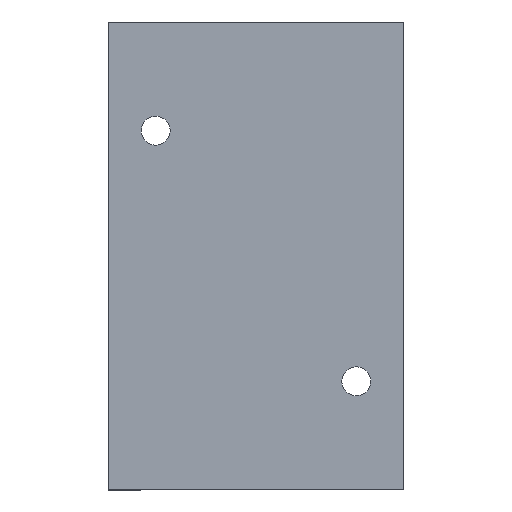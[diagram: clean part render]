
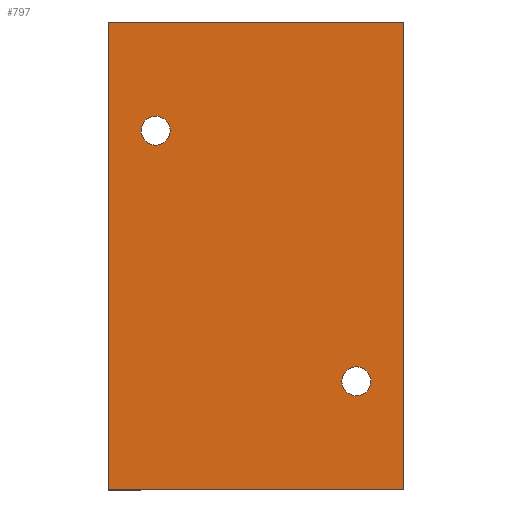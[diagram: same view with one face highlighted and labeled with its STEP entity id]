
A CAD part, front view. The second image highlights one B-rep face of the part: STEP entity #797.
In plain terms, the highlighted planar face has unit normal (0, -1, 0).
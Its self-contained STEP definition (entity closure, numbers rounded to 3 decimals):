
#4 = DIRECTION ( 'NONE',  ( 0., -1., 0. ) ) ;
#25 = ORIENTED_EDGE ( 'NONE', *, *, #287, .T. ) ;
#56 = CARTESIAN_POINT ( 'NONE',  ( 18., -17.5, -19.9 ) ) ;
#120 = CIRCLE ( 'NONE', #718, 2.6 ) ;
#173 = CARTESIAN_POINT ( 'NONE',  ( -26.5, -17.5, 42. ) ) ;
#182 = AXIS2_PLACEMENT_3D ( 'NONE', #1017, #897, #187 ) ;
#187 = DIRECTION ( 'NONE',  ( 0., 0., -1. ) ) ;
#213 = CIRCLE ( 'NONE', #182, 2.6 ) ;
#214 = EDGE_CURVE ( 'NONE', #1583, #1241, #1496, .T. ) ;
#218 = DIRECTION ( 'NONE',  ( 0., 0., 1. ) ) ;
#226 = PLANE ( 'NONE',  #1191 ) ;
#227 = AXIS2_PLACEMENT_3D ( 'NONE', #971, #1771, #1493 ) ;
#287 = EDGE_CURVE ( 'NONE', #1337, #1318, #1139, .T. ) ;
#290 = DIRECTION ( 'NONE',  ( 0., 0., -1. ) ) ;
#295 = CARTESIAN_POINT ( 'NONE',  ( -26.5, -17.5, -42. ) ) ;
#324 = ORIENTED_EDGE ( 'NONE', *, *, #921, .F. ) ;
#330 = LINE ( 'NONE', #173, #1160 ) ;
#369 = VECTOR ( 'NONE', #1798, 1000. ) ;
#422 = CARTESIAN_POINT ( 'NONE',  ( 18., -17.5, -22.5 ) ) ;
#426 = VERTEX_POINT ( 'NONE', #902 ) ;
#430 = CARTESIAN_POINT ( 'NONE',  ( 18., -17.5, -22.5 ) ) ;
#440 = CIRCLE ( 'NONE', #227, 2.6 ) ;
#504 = ORIENTED_EDGE ( 'NONE', *, *, #980, .F. ) ;
#510 = FACE_BOUND ( 'NONE', #1156, .T. ) ;
#524 = VECTOR ( 'NONE', #1372, 1000. ) ;
#548 = EDGE_CURVE ( 'NONE', #1337, #1583, #330, .T. ) ;
#550 = CARTESIAN_POINT ( 'NONE',  ( -26.5, -17.5, 42. ) ) ;
#565 = DIRECTION ( 'NONE',  ( 0., -1., 0. ) ) ;
#667 = CARTESIAN_POINT ( 'NONE',  ( 26.5, -17.5, 42. ) ) ;
#692 = CARTESIAN_POINT ( 'NONE',  ( -26.5, -17.5, 42. ) ) ;
#718 = AXIS2_PLACEMENT_3D ( 'NONE', #430, #4, #290 ) ;
#740 = DIRECTION ( 'NONE',  ( 1., 0., 0. ) ) ;
#772 = LINE ( 'NONE', #1242, #972 ) ;
#779 = CARTESIAN_POINT ( 'NONE',  ( 18., -17.5, -25.1 ) ) ;
#797 = ADVANCED_FACE ( 'NONE', ( #510, #1345, #1192 ), #226, .F. ) ;
#801 = ORIENTED_EDGE ( 'NONE', *, *, #1079, .F. ) ;
#851 = DIRECTION ( 'NONE',  ( 0., 0., -1. ) ) ;
#876 = EDGE_LOOP ( 'NONE', ( #1246, #801 ) ) ;
#897 = DIRECTION ( 'NONE',  ( 0., -1., 0. ) ) ;
#902 = CARTESIAN_POINT ( 'NONE',  ( -18., -17.5, 19.9 ) ) ;
#921 = EDGE_CURVE ( 'NONE', #1755, #1783, #120, .T. ) ;
#971 = CARTESIAN_POINT ( 'NONE',  ( -18., -17.5, 22.5 ) ) ;
#972 = VECTOR ( 'NONE', #1367, 1000. ) ;
#980 = EDGE_CURVE ( 'NONE', #1783, #1755, #1102, .T. ) ;
#998 = CARTESIAN_POINT ( 'NONE',  ( -18., -17.5, 25.1 ) ) ;
#1017 = CARTESIAN_POINT ( 'NONE',  ( -18., -17.5, 22.5 ) ) ;
#1052 = DIRECTION ( 'NONE',  ( 0., 1., 0. ) ) ;
#1058 = CARTESIAN_POINT ( 'NONE',  ( 26.5, -17.5, -42. ) ) ;
#1067 = CARTESIAN_POINT ( 'NONE',  ( 26.5, -17.5, 42. ) ) ;
#1079 = EDGE_CURVE ( 'NONE', #1641, #426, #213, .T. ) ;
#1102 = CIRCLE ( 'NONE', #1308, 2.6 ) ;
#1139 = LINE ( 'NONE', #550, #369 ) ;
#1156 = EDGE_LOOP ( 'NONE', ( #324, #504 ) ) ;
#1160 = VECTOR ( 'NONE', #740, 1000. ) ;
#1191 = AXIS2_PLACEMENT_3D ( 'NONE', #1629, #1052, #218 ) ;
#1192 = FACE_OUTER_BOUND ( 'NONE', #1217, .T. ) ;
#1217 = EDGE_LOOP ( 'NONE', ( #1707, #1531, #1606, #25 ) ) ;
#1241 = VERTEX_POINT ( 'NONE', #1058 ) ;
#1242 = CARTESIAN_POINT ( 'NONE',  ( -26.5, -17.5, -42. ) ) ;
#1246 = ORIENTED_EDGE ( 'NONE', *, *, #1539, .F. ) ;
#1308 = AXIS2_PLACEMENT_3D ( 'NONE', #422, #565, #851 ) ;
#1318 = VERTEX_POINT ( 'NONE', #295 ) ;
#1337 = VERTEX_POINT ( 'NONE', #692 ) ;
#1345 = FACE_BOUND ( 'NONE', #876, .T. ) ;
#1367 = DIRECTION ( 'NONE',  ( 1., 0., 0. ) ) ;
#1372 = DIRECTION ( 'NONE',  ( 0., 0., -1. ) ) ;
#1493 = DIRECTION ( 'NONE',  ( 0., 0., -1. ) ) ;
#1496 = LINE ( 'NONE', #667, #524 ) ;
#1516 = EDGE_CURVE ( 'NONE', #1318, #1241, #772, .T. ) ;
#1531 = ORIENTED_EDGE ( 'NONE', *, *, #214, .F. ) ;
#1539 = EDGE_CURVE ( 'NONE', #426, #1641, #440, .T. ) ;
#1583 = VERTEX_POINT ( 'NONE', #1067 ) ;
#1606 = ORIENTED_EDGE ( 'NONE', *, *, #548, .F. ) ;
#1629 = CARTESIAN_POINT ( 'NONE',  ( -26.5, -17.5, 42. ) ) ;
#1641 = VERTEX_POINT ( 'NONE', #998 ) ;
#1707 = ORIENTED_EDGE ( 'NONE', *, *, #1516, .T. ) ;
#1755 = VERTEX_POINT ( 'NONE', #779 ) ;
#1771 = DIRECTION ( 'NONE',  ( 0., -1., 0. ) ) ;
#1783 = VERTEX_POINT ( 'NONE', #56 ) ;
#1798 = DIRECTION ( 'NONE',  ( 0., 0., -1. ) ) ;
